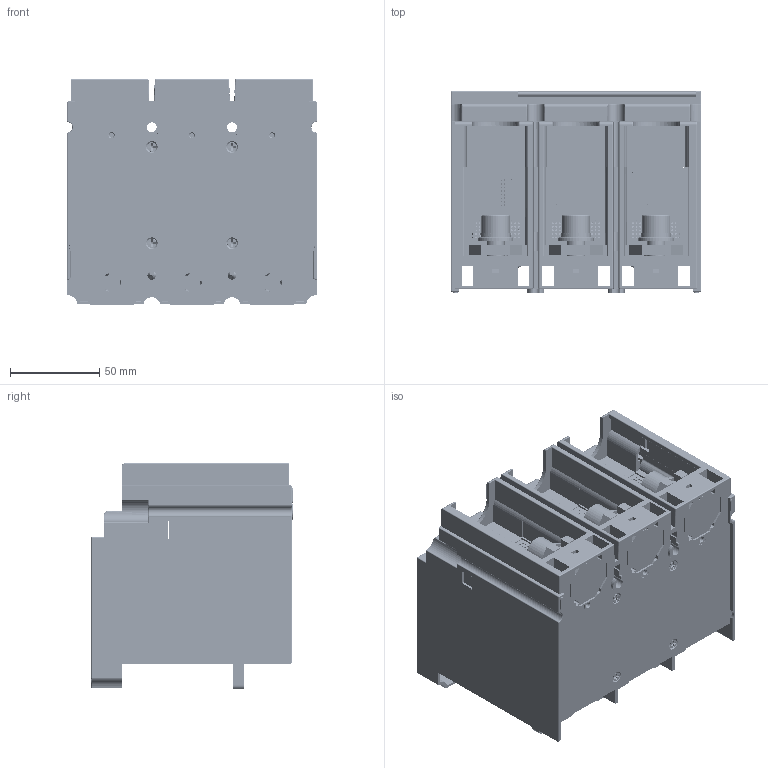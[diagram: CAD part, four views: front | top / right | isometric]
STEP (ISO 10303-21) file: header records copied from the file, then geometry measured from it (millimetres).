
FILE_DESCRIPTION((''),'2;1');
FILE_NAME('6592FM1603001-008_ASM','2022-08-18T15:40:57',('zying1'),(''),'CREO PARAMETRIC BY PTC INC, 2020044','CREO PARAMETRIC BY PTC INC, 2020044','');
FILE_SCHEMA(('CONFIG_CONTROL_DESIGN','SHAPE_APPEARANCE_LAYERS_GROUPS'));
Products named in the file (35): 8024FM1603_SOLID_1; 8742M0101010__-19300; 8742M0101010__-30099; 8742M0101010__-40898; 8300M0101003-60784; 8300M0101003-61616; 8300M0101003-62448; SP070378_SOLID_1-63280; SP070378_QUILT_1-64141; SP070378_SOLID_1-64233; SP070378_QUILT_1-65094; 8750FM1603; SP070324__-66051; SP070324__-66836; SP070324__-67621; SP070324__-68406; 8585FM1605; 8585FM1606; 8585FM1607; 8315FM1607; 8315FM1609; SP070384_SOLID_1-88877; SP070384_QUILT_1-89738; SP070384_SOLID_1-89830; SP070384_QUILT_1-90691; SP070449-96248; SP070449-97109; 5599FM1613001-002_SOLID_2; 8315FM1613; SP110742-137111; SP110742-137876; SP110742-138641; 8867M1424100320__; 6592FM1603001-008_1_ASM; 6592FM1603001-008_ASM
Assembly tree (34 placements, depth 3):
  6592FM1603001-008_ASM
    6592FM1603001-008_1_ASM
      8024FM1603_SOLID_1
      8742M0101010__-19300
      8742M0101010__-30099
      8742M0101010__-40898
      8300M0101003-60784
      8300M0101003-61616
      8300M0101003-62448
      SP070378_SOLID_1-63280
      SP070378_QUILT_1-64141
      SP070378_SOLID_1-64233
      SP070378_QUILT_1-65094
      8750FM1603
      SP070324__-66051
      SP070324__-66836
      SP070324__-67621
      SP070324__-68406
      8585FM1605
      8585FM1606
      8585FM1607
      8315FM1607
      8315FM1609
      SP070384_SOLID_1-88877
      SP070384_QUILT_1-89738
      SP070384_SOLID_1-89830
      SP070384_QUILT_1-90691
      SP070449-96248
      SP070449-97109
      5599FM1613001-002_SOLID_2
      8315FM1613
      SP110742-137111
      SP110742-137876
      SP110742-138641
      8867M1424100320__
Bounding box: 140.12 x 113 x 126.5 mm (x, y, z)
Volume: 440536 mm3; surface area: 351782.7 mm2
Topology: 29 solids, 34 shells, 4567 faces, 12870 edges, 8393 vertices
Faces by surface type: cylinder 2427, plane 1810, torus 149, cone 84, sphere 61, bspline 27, revolution 9
Entity records: 156504 total; most frequent: CARTESIAN_POINT 29267, DIRECTION 27053, ORIENTED_EDGE 25602, EDGE_CURVE 12809, AXIS2_PLACEMENT_3D 10036, VERTEX_POINT 8393, VECTOR 6972, LINE 6972
